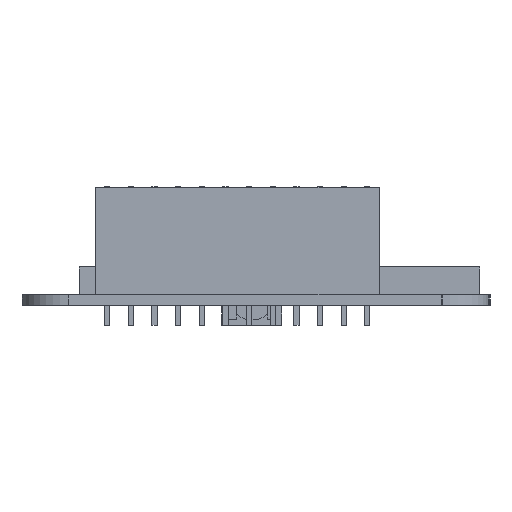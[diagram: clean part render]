
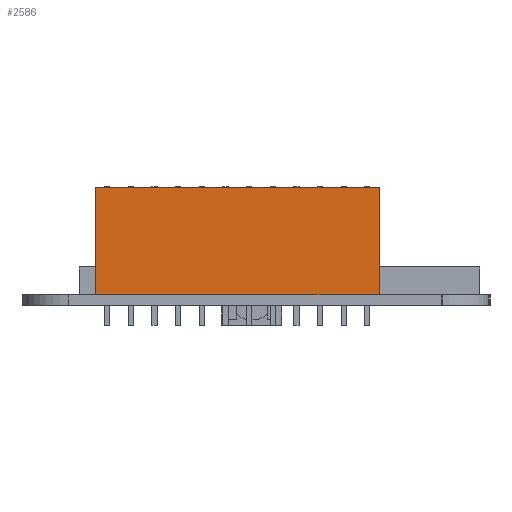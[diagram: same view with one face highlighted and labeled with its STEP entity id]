
A CAD part, left-side view. The second image highlights one B-rep face of the part: STEP entity #2586.
In plain terms, the highlighted planar face has unit normal (-1, 0, 0).
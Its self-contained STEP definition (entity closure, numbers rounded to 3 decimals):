
#2586 = ADVANCED_FACE('',(#2587),#2621,.T.);
#2587 = FACE_BOUND('',#2588,.T.);
#2588 = EDGE_LOOP('',(#2589,#2599,#2607,#2615));
#2589 = ORIENTED_EDGE('',*,*,#2590,.T.);
#2590 = EDGE_CURVE('',#2591,#2593,#2595,.T.);
#2591 = VERTEX_POINT('',#2592);
#2592 = CARTESIAN_POINT('',(-2.54,-15.24,0.));
#2593 = VERTEX_POINT('',#2594);
#2594 = CARTESIAN_POINT('',(-2.54,-15.24,11.5));
#2595 = LINE('',#2596,#2597);
#2596 = CARTESIAN_POINT('',(-2.54,-15.24,0.));
#2597 = VECTOR('',#2598,1.);
#2598 = DIRECTION('',(0.,0.,1.));
#2599 = ORIENTED_EDGE('',*,*,#2600,.T.);
#2600 = EDGE_CURVE('',#2593,#2601,#2603,.T.);
#2601 = VERTEX_POINT('',#2602);
#2602 = CARTESIAN_POINT('',(-2.54,15.24,11.5));
#2603 = LINE('',#2604,#2605);
#2604 = CARTESIAN_POINT('',(-2.54,-15.24,11.5));
#2605 = VECTOR('',#2606,1.);
#2606 = DIRECTION('',(0.,1.,0.));
#2607 = ORIENTED_EDGE('',*,*,#2608,.F.);
#2608 = EDGE_CURVE('',#2609,#2601,#2611,.T.);
#2609 = VERTEX_POINT('',#2610);
#2610 = CARTESIAN_POINT('',(-2.54,15.24,0.));
#2611 = LINE('',#2612,#2613);
#2612 = CARTESIAN_POINT('',(-2.54,15.24,0.));
#2613 = VECTOR('',#2614,1.);
#2614 = DIRECTION('',(0.,0.,1.));
#2615 = ORIENTED_EDGE('',*,*,#2616,.F.);
#2616 = EDGE_CURVE('',#2591,#2609,#2617,.T.);
#2617 = LINE('',#2618,#2619);
#2618 = CARTESIAN_POINT('',(-2.54,-15.24,0.));
#2619 = VECTOR('',#2620,1.);
#2620 = DIRECTION('',(0.,1.,0.));
#2621 = PLANE('',#2622);
#2622 = AXIS2_PLACEMENT_3D('',#2623,#2624,#2625);
#2623 = CARTESIAN_POINT('',(-2.54,-15.24,0.));
#2624 = DIRECTION('',(-1.,0.,0.));
#2625 = DIRECTION('',(0.,1.,0.));
